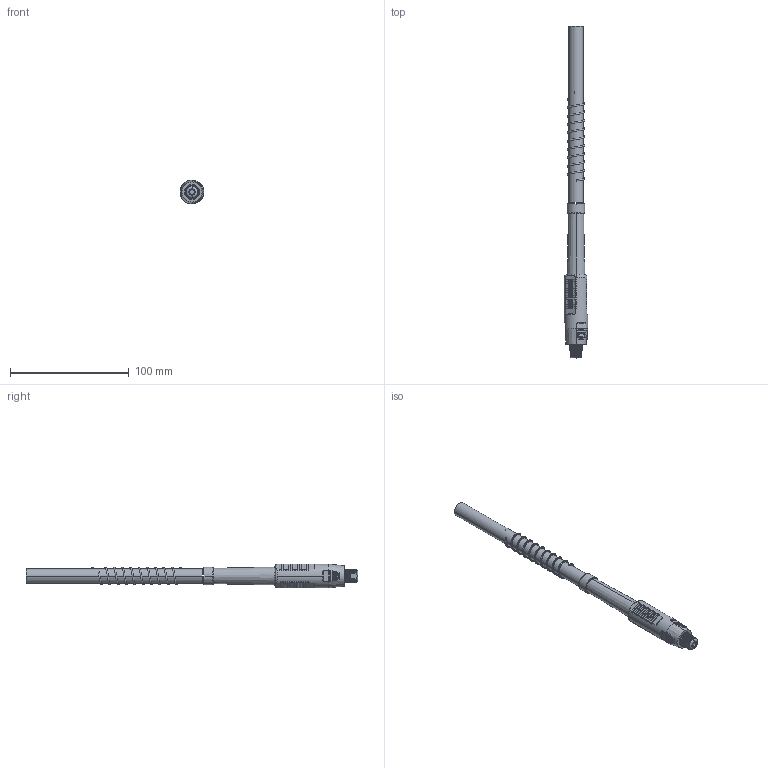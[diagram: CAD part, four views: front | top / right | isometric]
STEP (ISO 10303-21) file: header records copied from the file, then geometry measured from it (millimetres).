
FILE_DESCRIPTION(('STEP AP214'),'1');
FILE_NAME('gibkishlang.stp','2016-11-20T15:03:38',(' '),(' '),'Spatial InterOp 3D',' ',' ');
FILE_SCHEMA(('automotive_design'));
Length unit declared in the file: millimetre
Products named in the file (4): gibkishlang; Компонент9; Компонент12
Assembly tree (3 placements, depth 2):
  gibkishlang
    gibkishlang
    Компонент9
    Компонент12
Bounding box: 20 x 278.99 x 20 mm (x, y, z)
Volume: 107740.5 mm3; surface area: 23265.8 mm2
Topology: 5 solids, 5 shells, 404 faces, 1160 edges, 770 vertices
Faces by surface type: plane 311, cylinder 62, bspline 13, torus 10, cone 8
Entity records: 37431 total; most frequent: CARTESIAN_POINT 23371, ORIENTED_EDGE 2320, DIRECTION 2271, EDGE_CURVE 1160, AXIS2_PLACEMENT_3D 849, VERTEX_POINT 770, LINE 573, VECTOR 573
